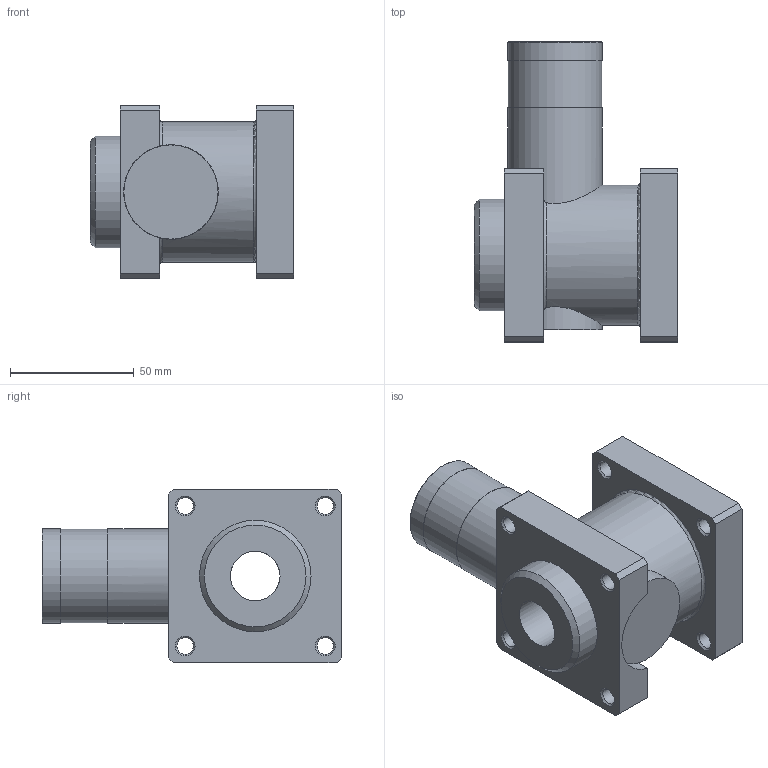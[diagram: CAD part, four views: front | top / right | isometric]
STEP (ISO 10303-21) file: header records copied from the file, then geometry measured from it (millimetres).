
FILE_DESCRIPTION(/* description */ ('STEP AP214'),/* implementation_level */ '2;1');
FILE_NAME(/* name */ '1320.63.51BS',/* time_stamp */ '2023-06-07T14:57:53+02:00',/* author */ ('License CC BY-ND 4.0'),/* organization */ ('CADENAS'),/* preprocessor_version */ 'ST-DEVELOPER v19.3',/* originating_system */ 'PARTsolutions',/* authorisation */ ' ');
FILE_SCHEMA (('AUTOMOTIVE_DESIGN {1 0 10303 214 3 1 1}'));
Length unit declared in the file: millimetre
Products named in the file (3): 1320.63.51BS; 1320.63.51B; 1320.63.51S
Assembly tree (2 placements, depth 2):
  1320.63.51BS
    1320.63.51B
    1320.63.51S
Bounding box: 82 x 121 x 70 mm (x, y, z)
Volume: 263700.1 mm3; surface area: 58690.3 mm2
Topology: 2 solids, 2 shells, 78 faces, 186 edges, 117 vertices
Faces by surface type: plane 30, cylinder 21, cone 21, torus 6
Full cylindrical faces by diameter (mm): 6.647 x8, 8.566 x1, 19 x1, 20 x3, 37 x1, 37.8 x1, 38 x2, 38.2 x1, 45 x2, 56.5 x1
Entity records: 2587 total; most frequent: CARTESIAN_POINT 463, DIRECTION 348, ORIENTED_EDGE 260, EDGE_LOOP 154, FACE_BOUND 154, AXIS2_PLACEMENT_3D 147, EDGE_CURVE 130, VERTEX_POINT 108
